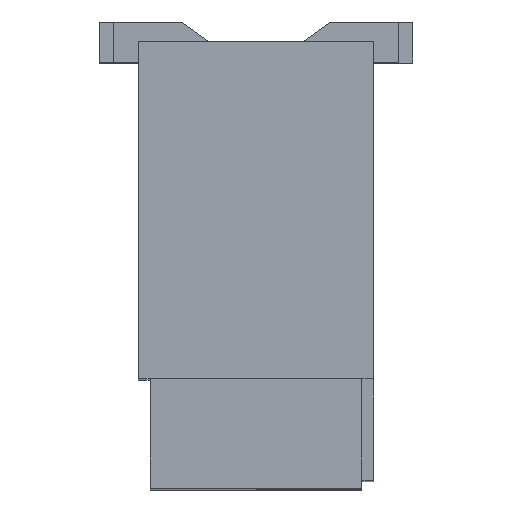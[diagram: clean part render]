
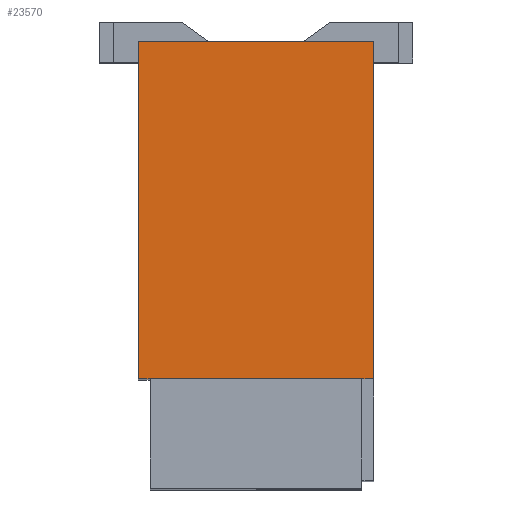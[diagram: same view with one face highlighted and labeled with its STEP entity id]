
A CAD part, top view. The second image highlights one B-rep face of the part: STEP entity #23570.
In plain terms, the highlighted planar face has unit normal (0, 0, 1).
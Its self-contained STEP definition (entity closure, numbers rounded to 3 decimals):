
#17220=CARTESIAN_POINT('',(0.,25.953,12.1));
#17230=DIRECTION('',(1.,0.,0.));
#17240=VECTOR('',#17230,1.);
#17250=LINE('',#17220,#17240);
#17260=CARTESIAN_POINT('',(36.579,25.953,12.1));
#17270=VERTEX_POINT('',#17260);
#17280=CARTESIAN_POINT('',(36.729,25.953,12.1));
#17290=VERTEX_POINT('',#17280);
#17300=EDGE_CURVE('',#17270,#17290,#17250,.T.);
#19130=CARTESIAN_POINT('',(39.579,30.253,12.1));
#19140=VERTEX_POINT('',#19130);
#19170=CARTESIAN_POINT('',(0.,30.253,12.1));
#19180=DIRECTION('',(-1.,0.,0.));
#19190=VECTOR('',#19180,1.);
#19200=LINE('',#19170,#19190);
#19210=CARTESIAN_POINT('',(36.579,30.253,12.1));
#19220=VERTEX_POINT('',#19210);
#19230=EDGE_CURVE('',#19140,#19220,#19200,.T.);
#22970=CARTESIAN_POINT('',(39.579,25.953,12.1));
#22980=VERTEX_POINT('',#22970);
#23010=CARTESIAN_POINT('',(39.579,0.,12.1));
#23020=DIRECTION('',(0.,-1.,0.));
#23030=VECTOR('',#23020,1.);
#23040=LINE('',#23010,#23030);
#23050=EDGE_CURVE('',#19140,#22980,#23040,.T.);
#23270=CARTESIAN_POINT('',(40.079,25.953,12.1));
#23280=DIRECTION('',(-0.,-0.,-1.));
#23290=DIRECTION('',(0.,-1.,0.));
#23300=AXIS2_PLACEMENT_3D('',#23270,#23280,#23290);
#23310=PLANE('',#23300);
#23320=ORIENTED_EDGE('',*,*,#19230,.T.);
#23330=ORIENTED_EDGE('',*,*,#23050,.F.);
#23340=CARTESIAN_POINT('',(0.,25.953,12.1));
#23350=DIRECTION('',(1.,0.,0.));
#23360=VECTOR('',#23350,1.);
#23370=LINE('',#23340,#23360);
#23380=CARTESIAN_POINT('',(39.429,25.953,12.1));
#23390=VERTEX_POINT('',#23380);
#23400=EDGE_CURVE('',#23390,#22980,#23370,.T.);
#23410=ORIENTED_EDGE('',*,*,#23400,.T.);
#23420=CARTESIAN_POINT('',(40.079,25.953,12.1));
#23430=DIRECTION('',(-1.,0.,0.));
#23440=VECTOR('',#23430,1.);
#23450=LINE('',#23420,#23440);
#23460=EDGE_CURVE('',#23390,#17290,#23450,.T.);
#23470=ORIENTED_EDGE('',*,*,#23460,.F.);
#23480=ORIENTED_EDGE('',*,*,#17300,.T.);
#23490=CARTESIAN_POINT('',(36.579,0.,12.1));
#23500=DIRECTION('',(0.,-1.,0.));
#23510=VECTOR('',#23500,1.);
#23520=LINE('',#23490,#23510);
#23530=EDGE_CURVE('',#19220,#17270,#23520,.T.);
#23540=ORIENTED_EDGE('',*,*,#23530,.T.);
#23550=EDGE_LOOP('',(#23540,#23480,#23470,#23410,#23330,#23320));
#23560=FACE_OUTER_BOUND('',#23550,.T.);
#23570=ADVANCED_FACE('',(#23560),#23310,.F.);
